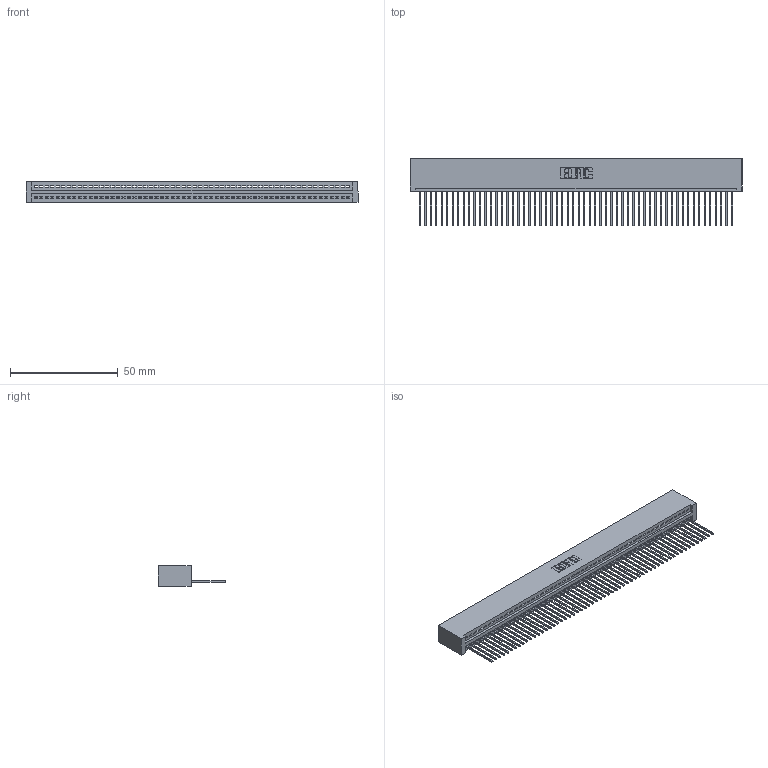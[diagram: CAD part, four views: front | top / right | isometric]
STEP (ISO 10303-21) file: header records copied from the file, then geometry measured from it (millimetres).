
FILE_DESCRIPTION (( 'STEP AP203' ), '1' );
FILE_NAME ('395-058-542-101.STEP', '2018-11-23T03:15:56', ( '' ), ( '' ), 'SwSTEP 2.0', 'SolidWorks 2016', '' );
FILE_SCHEMA (( 'CONFIG_CONTROL_DESIGN' ));
Length unit declared in the file: inch
Products named in the file (3): 345-292-001_345-293-142; 345 Part_No Mounting Lugs; 395-058-542-101
Assembly tree (59 placements, depth 2):
  395-058-542-101
    345 Part_No Mounting Lugs
    345-292-001_345-293-142  x58
Bounding box: 153.92 x 31.29 x 9.4 mm (x, y, z)
Volume: 15464.3 mm3; surface area: 21774.4 mm2
Topology: 59 solids, 59 shells, 3482 faces, 10525 edges, 6938 vertices
Faces by surface type: plane 2396, cylinder 1086
Entity records: 41239 total; most frequent: CARTESIAN_POINT 7150, ORIENTED_EDGE 7142, DIRECTION 6215, EDGE_CURVE 3571, LINE 3215, VECTOR 3215, VERTEX_POINT 2378, AXIS2_PLACEMENT_3D 1500
